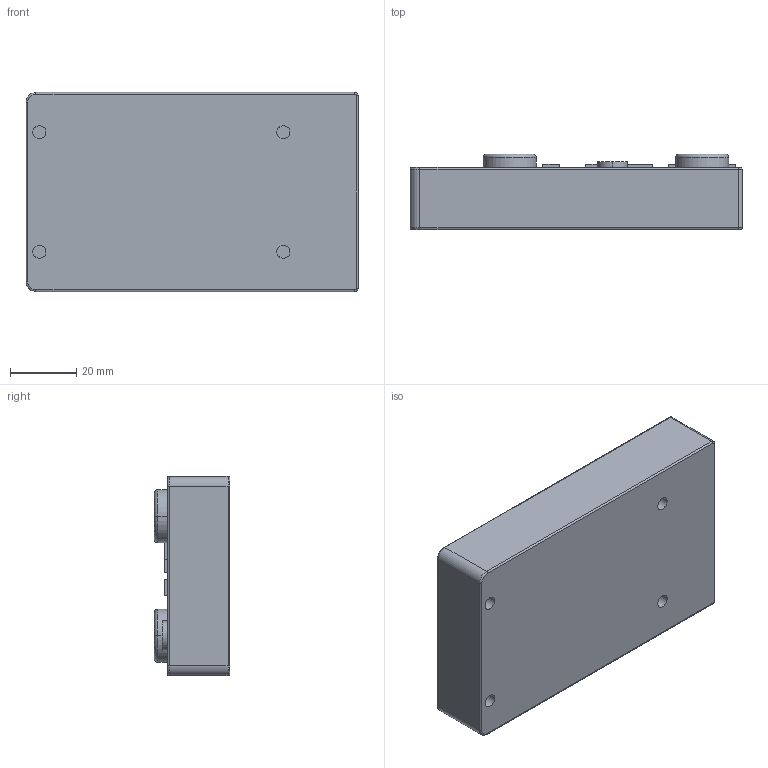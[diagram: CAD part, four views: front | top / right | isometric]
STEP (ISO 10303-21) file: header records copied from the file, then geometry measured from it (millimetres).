
FILE_DESCRIPTION((''),'2;1');
FILE_NAME('G2_D203506A','2005-12-15T',('Pepperl+Fuchs'),('Industriehansa'),'PRO/ENGINEER BY PARAMETRIC TECHNOLOGY CORPORATION, 2005290','PRO/ENGINEER BY PARAMETRIC TECHNOLOGY CORPORATION, 2005290','');
FILE_SCHEMA(('AUTOMOTIVE_DESIGN_CC2 { 1 2 10303 214 -1 1 5 2 }'));
Length unit declared in the file: millimetre
Products named in the file (1): G2_D203506A
Bounding box: 100 x 22.7 x 60 mm (x, y, z)
Volume: 114396.3 mm3; surface area: 19612.8 mm2
Topology: 1 solids, 1 shells, 90 faces, 194 edges, 122 vertices
Faces by surface type: plane 42, cylinder 34, torus 12, bspline 2
Entity records: 3269 total; most frequent: DIRECTION 458, CARTESIAN_POINT 436, ORIENTED_EDGE 388, PRESENTATION_STYLE_ASSIGNMENT 207, STYLED_ITEM 195, CURVE_STYLE 194, EDGE_CURVE 194, AXIS2_PLACEMENT_3D 176
